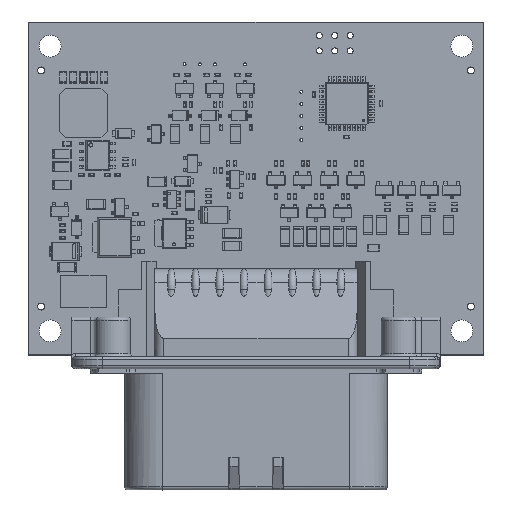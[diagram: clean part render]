
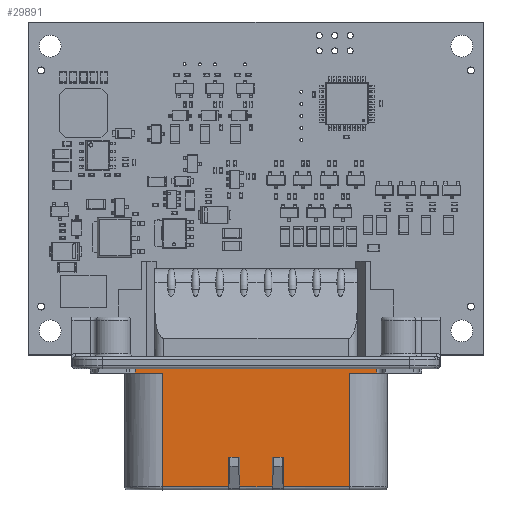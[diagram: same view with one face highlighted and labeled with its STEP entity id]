
A CAD part, top view. The second image highlights one B-rep face of the part: STEP entity #29891.
In plain terms, the highlighted face is planar.
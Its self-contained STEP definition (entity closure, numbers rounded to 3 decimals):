
#25992 = EDGE_CURVE('',#25993,#25995,#25997,.T.);
#25993 = VERTEX_POINT('',#25994);
#25994 = CARTESIAN_POINT('',(-19.95,11.8,-20.));
#25995 = VERTEX_POINT('',#25996);
#25996 = CARTESIAN_POINT('',(19.95,11.8,-20.));
#25997 = LINE('',#25998,#25999);
#25998 = CARTESIAN_POINT('',(-19.95,11.8,-20.));
#25999 = VECTOR('',#26000,1.);
#26000 = DIRECTION('',(1.,0.,0.));
#29891 = ADVANCED_FACE('',(#29892),#30013,.T.);
#29892 = FACE_BOUND('',#29893,.F.);
#29893 = EDGE_LOOP('',(#29894,#29904,#29912,#29920,#29928,#29936,#29944,
    #29952,#29958,#29959,#29967,#29975,#29983,#29991,#29999,#30007));
#29894 = ORIENTED_EDGE('',*,*,#29895,.T.);
#29895 = EDGE_CURVE('',#29896,#29898,#29900,.T.);
#29896 = VERTEX_POINT('',#29897);
#29897 = CARTESIAN_POINT('',(2.7,11.8,-0.5));
#29898 = VERTEX_POINT('',#29899);
#29899 = CARTESIAN_POINT('',(-2.7,11.8,-0.5));
#29900 = LINE('',#29901,#29902);
#29901 = CARTESIAN_POINT('',(2.7,11.8,-0.5));
#29902 = VECTOR('',#29903,1.);
#29903 = DIRECTION('',(-1.,0.,0.));
#29904 = ORIENTED_EDGE('',*,*,#29905,.T.);
#29905 = EDGE_CURVE('',#29898,#29906,#29908,.T.);
#29906 = VERTEX_POINT('',#29907);
#29907 = CARTESIAN_POINT('',(-2.7,11.8,-5.4));
#29908 = LINE('',#29909,#29910);
#29909 = CARTESIAN_POINT('',(-2.7,11.8,-0.5));
#29910 = VECTOR('',#29911,1.);
#29911 = DIRECTION('',(0.,0.,-1.));
#29912 = ORIENTED_EDGE('',*,*,#29913,.F.);
#29913 = EDGE_CURVE('',#29914,#29906,#29916,.T.);
#29914 = VERTEX_POINT('',#29915);
#29915 = CARTESIAN_POINT('',(-4.5,11.8,-5.4));
#29916 = LINE('',#29917,#29918);
#29917 = CARTESIAN_POINT('',(-4.5,11.8,-5.4));
#29918 = VECTOR('',#29919,1.);
#29919 = DIRECTION('',(1.,0.,0.));
#29920 = ORIENTED_EDGE('',*,*,#29921,.F.);
#29921 = EDGE_CURVE('',#29922,#29914,#29924,.T.);
#29922 = VERTEX_POINT('',#29923);
#29923 = CARTESIAN_POINT('',(-4.5,11.8,-0.5));
#29924 = LINE('',#29925,#29926);
#29925 = CARTESIAN_POINT('',(-4.5,11.8,-0.5));
#29926 = VECTOR('',#29927,1.);
#29927 = DIRECTION('',(0.,0.,-1.));
#29928 = ORIENTED_EDGE('',*,*,#29929,.T.);
#29929 = EDGE_CURVE('',#29922,#29930,#29932,.T.);
#29930 = VERTEX_POINT('',#29931);
#29931 = CARTESIAN_POINT('',(-15.5,11.8,-0.5));
#29932 = LINE('',#29933,#29934);
#29933 = CARTESIAN_POINT('',(-4.5,11.8,-0.5));
#29934 = VECTOR('',#29935,1.);
#29935 = DIRECTION('',(-1.,0.,0.));
#29936 = ORIENTED_EDGE('',*,*,#29937,.F.);
#29937 = EDGE_CURVE('',#29938,#29930,#29940,.T.);
#29938 = VERTEX_POINT('',#29939);
#29939 = CARTESIAN_POINT('',(-15.5,11.8,-19.275));
#29940 = LINE('',#29941,#29942);
#29941 = CARTESIAN_POINT('',(-15.5,11.8,-19.275));
#29942 = VECTOR('',#29943,1.);
#29943 = DIRECTION('',(0.,0.,1.));
#29944 = ORIENTED_EDGE('',*,*,#29945,.T.);
#29945 = EDGE_CURVE('',#29938,#29946,#29948,.T.);
#29946 = VERTEX_POINT('',#29947);
#29947 = CARTESIAN_POINT('',(-19.95,11.8,-19.275));
#29948 = LINE('',#29949,#29950);
#29949 = CARTESIAN_POINT('',(-15.5,11.8,-19.275));
#29950 = VECTOR('',#29951,1.);
#29951 = DIRECTION('',(-1.,0.,0.));
#29952 = ORIENTED_EDGE('',*,*,#29953,.F.);
#29953 = EDGE_CURVE('',#25993,#29946,#29954,.T.);
#29954 = LINE('',#29955,#29956);
#29955 = CARTESIAN_POINT('',(-19.95,11.8,-20.));
#29956 = VECTOR('',#29957,1.);
#29957 = DIRECTION('',(0.,0.,1.));
#29958 = ORIENTED_EDGE('',*,*,#25992,.T.);
#29959 = ORIENTED_EDGE('',*,*,#29960,.T.);
#29960 = EDGE_CURVE('',#25995,#29961,#29963,.T.);
#29961 = VERTEX_POINT('',#29962);
#29962 = CARTESIAN_POINT('',(19.95,11.8,-19.275));
#29963 = LINE('',#29964,#29965);
#29964 = CARTESIAN_POINT('',(19.95,11.8,-20.));
#29965 = VECTOR('',#29966,1.);
#29966 = DIRECTION('',(0.,0.,1.));
#29967 = ORIENTED_EDGE('',*,*,#29968,.T.);
#29968 = EDGE_CURVE('',#29961,#29969,#29971,.T.);
#29969 = VERTEX_POINT('',#29970);
#29970 = CARTESIAN_POINT('',(15.5,11.8,-19.275));
#29971 = LINE('',#29972,#29973);
#29972 = CARTESIAN_POINT('',(19.95,11.8,-19.275));
#29973 = VECTOR('',#29974,1.);
#29974 = DIRECTION('',(-1.,0.,0.));
#29975 = ORIENTED_EDGE('',*,*,#29976,.T.);
#29976 = EDGE_CURVE('',#29969,#29977,#29979,.T.);
#29977 = VERTEX_POINT('',#29978);
#29978 = CARTESIAN_POINT('',(15.5,11.8,-0.5));
#29979 = LINE('',#29980,#29981);
#29980 = CARTESIAN_POINT('',(15.5,11.8,-19.275));
#29981 = VECTOR('',#29982,1.);
#29982 = DIRECTION('',(0.,0.,1.));
#29983 = ORIENTED_EDGE('',*,*,#29984,.T.);
#29984 = EDGE_CURVE('',#29977,#29985,#29987,.T.);
#29985 = VERTEX_POINT('',#29986);
#29986 = CARTESIAN_POINT('',(4.5,11.8,-0.5));
#29987 = LINE('',#29988,#29989);
#29988 = CARTESIAN_POINT('',(15.5,11.8,-0.5));
#29989 = VECTOR('',#29990,1.);
#29990 = DIRECTION('',(-1.,0.,0.));
#29991 = ORIENTED_EDGE('',*,*,#29992,.T.);
#29992 = EDGE_CURVE('',#29985,#29993,#29995,.T.);
#29993 = VERTEX_POINT('',#29994);
#29994 = CARTESIAN_POINT('',(4.5,11.8,-5.4));
#29995 = LINE('',#29996,#29997);
#29996 = CARTESIAN_POINT('',(4.5,11.8,-0.5));
#29997 = VECTOR('',#29998,1.);
#29998 = DIRECTION('',(0.,0.,-1.));
#29999 = ORIENTED_EDGE('',*,*,#30000,.F.);
#30000 = EDGE_CURVE('',#30001,#29993,#30003,.T.);
#30001 = VERTEX_POINT('',#30002);
#30002 = CARTESIAN_POINT('',(2.7,11.8,-5.4));
#30003 = LINE('',#30004,#30005);
#30004 = CARTESIAN_POINT('',(2.7,11.8,-5.4));
#30005 = VECTOR('',#30006,1.);
#30006 = DIRECTION('',(1.,0.,0.));
#30007 = ORIENTED_EDGE('',*,*,#30008,.F.);
#30008 = EDGE_CURVE('',#29896,#30001,#30009,.T.);
#30009 = LINE('',#30010,#30011);
#30010 = CARTESIAN_POINT('',(2.7,11.8,-0.5));
#30011 = VECTOR('',#30012,1.);
#30012 = DIRECTION('',(0.,0.,-1.));
#30013 = PLANE('',#30014);
#30014 = AXIS2_PLACEMENT_3D('',#30015,#30016,#30017);
#30015 = CARTESIAN_POINT('',(-15.5,11.8,-20.));
#30016 = DIRECTION('',(0.,1.,0.));
#30017 = DIRECTION('',(0.,0.,1.));
